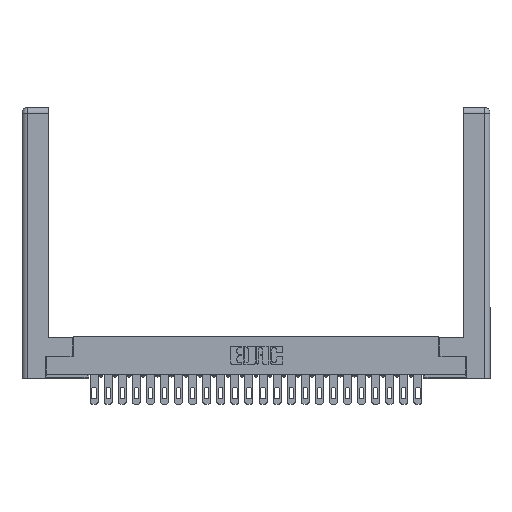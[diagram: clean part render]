
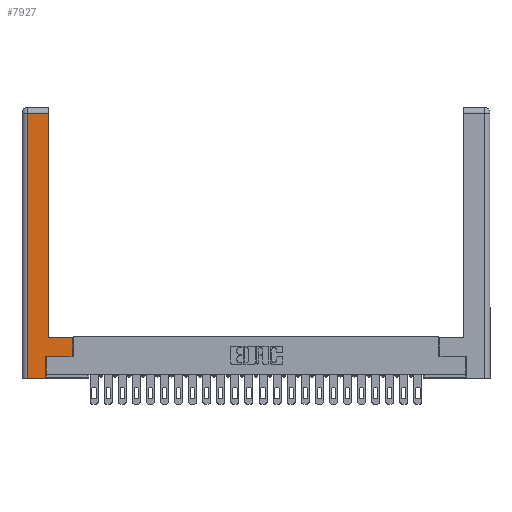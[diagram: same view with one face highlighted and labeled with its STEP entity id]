
A CAD part, top view. The second image highlights one B-rep face of the part: STEP entity #7927.
In plain terms, the highlighted planar face has unit normal (0, 0, 1).
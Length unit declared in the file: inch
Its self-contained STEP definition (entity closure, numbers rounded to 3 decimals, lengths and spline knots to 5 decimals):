
#102 = LINE ( 'NONE', #12179, #6388 ) ;
#695 = VECTOR ( 'NONE', #19115, 39.37008 ) ;
#847 = CARTESIAN_POINT ( 'NONE',  ( 0.265, 0., 0. ) ) ;
#1200 = CARTESIAN_POINT ( 'NONE',  ( 0.0615, 0., 0. ) ) ;
#1206 = ORIENTED_EDGE ( 'NONE', *, *, #1328, .T. ) ;
#1328 = EDGE_CURVE ( 'NONE', #5180, #19019, #25490, .T. ) ;
#2356 = ORIENTED_EDGE ( 'NONE', *, *, #23239, .T. ) ;
#2529 = EDGE_CURVE ( 'NONE', #15285, #20412, #21279, .T. ) ;
#3568 = VECTOR ( 'NONE', #15944, 39.37008 ) ;
#5180 = VERTEX_POINT ( 'NONE', #8991 ) ;
#5315 = CARTESIAN_POINT ( 'NONE',  ( 0.0615, 2.94, 0. ) ) ;
#6027 = DIRECTION ( 'NONE',  ( -1., 0., 0. ) ) ;
#6044 = CARTESIAN_POINT ( 'NONE',  ( 0.565, 0.45, 0. ) ) ;
#6171 = VECTOR ( 'NONE', #23577, 39.37008 ) ;
#6186 = VERTEX_POINT ( 'NONE', #17778 ) ;
#6265 = LINE ( 'NONE', #25995, #3568 ) ;
#6388 = VECTOR ( 'NONE', #20139, 39.37008 ) ;
#6539 = ORIENTED_EDGE ( 'NONE', *, *, #21033, .T. ) ;
#7426 = ORIENTED_EDGE ( 'NONE', *, *, #20446, .T. ) ;
#7927 = ADVANCED_FACE ( 'NONE', ( #24586 ), #8562, .F. ) ;
#8562 = PLANE ( 'NONE',  #10390 ) ;
#8823 = LINE ( 'NONE', #847, #9788 ) ;
#8991 = CARTESIAN_POINT ( 'NONE',  ( 0.295, 0.45, 0. ) ) ;
#9541 = CARTESIAN_POINT ( 'NONE',  ( 0.265, 0.245, 0. ) ) ;
#9788 = VECTOR ( 'NONE', #18901, 39.37008 ) ;
#10296 = CARTESIAN_POINT ( 'NONE',  ( 0.295, 2.94, 0. ) ) ;
#10390 = AXIS2_PLACEMENT_3D ( 'NONE', #10666, #14661, #22728 ) ;
#10666 = CARTESIAN_POINT ( 'NONE',  ( 0., 0., 0. ) ) ;
#11179 = DIRECTION ( 'NONE',  ( 0., -1., 0. ) ) ;
#11568 = CARTESIAN_POINT ( 'NONE',  ( 0.295, 3., 0. ) ) ;
#11601 = VERTEX_POINT ( 'NONE', #25281 ) ;
#12179 = CARTESIAN_POINT ( 'NONE',  ( 0.565, 0.245, 0. ) ) ;
#13568 = VERTEX_POINT ( 'NONE', #6044 ) ;
#13902 = ORIENTED_EDGE ( 'NONE', *, *, #24573, .T. ) ;
#14661 = DIRECTION ( 'NONE',  ( 0., 0., -1. ) ) ;
#14781 = VERTEX_POINT ( 'NONE', #20932 ) ;
#15057 = CARTESIAN_POINT ( 'NONE',  ( 0.0615, 0., 0. ) ) ;
#15210 = EDGE_CURVE ( 'NONE', #19019, #15285, #21232, .T. ) ;
#15285 = VERTEX_POINT ( 'NONE', #15538 ) ;
#15538 = CARTESIAN_POINT ( 'NONE',  ( 0.0615, 2.94, 0. ) ) ;
#15707 = DIRECTION ( 'NONE',  ( 0., 1., 0. ) ) ;
#15944 = DIRECTION ( 'NONE',  ( 0., 1., 0. ) ) ;
#16163 = EDGE_LOOP ( 'NONE', ( #1206, #19011, #23898, #6539, #13902, #7426, #2356, #22028 ) ) ;
#16354 = CARTESIAN_POINT ( 'NONE',  ( 0.295, 0.45, 0. ) ) ;
#17778 = CARTESIAN_POINT ( 'NONE',  ( 0.265, 0., 0. ) ) ;
#17952 = LINE ( 'NONE', #16354, #18644 ) ;
#18644 = VECTOR ( 'NONE', #6027, 39.37008 ) ;
#18901 = DIRECTION ( 'NONE',  ( 1., 0., 0. ) ) ;
#19011 = ORIENTED_EDGE ( 'NONE', *, *, #15210, .T. ) ;
#19019 = VERTEX_POINT ( 'NONE', #10296 ) ;
#19115 = DIRECTION ( 'NONE',  ( -1., 0., 0. ) ) ;
#20042 = EDGE_CURVE ( 'NONE', #13568, #5180, #17952, .T. ) ;
#20139 = DIRECTION ( 'NONE',  ( 1., 0., 0. ) ) ;
#20412 = VERTEX_POINT ( 'NONE', #1200 ) ;
#20446 = EDGE_CURVE ( 'NONE', #11601, #14781, #102, .T. ) ;
#20932 = CARTESIAN_POINT ( 'NONE',  ( 0.565, 0.245, 0. ) ) ;
#21033 = EDGE_CURVE ( 'NONE', #20412, #6186, #8823, .T. ) ;
#21232 = LINE ( 'NONE', #5315, #695 ) ;
#21279 = LINE ( 'NONE', #15057, #24288 ) ;
#21742 = LINE ( 'NONE', #9541, #6171 ) ;
#22028 = ORIENTED_EDGE ( 'NONE', *, *, #20042, .T. ) ;
#22728 = DIRECTION ( 'NONE',  ( -1., 0., 0. ) ) ;
#22821 = VECTOR ( 'NONE', #15707, 39.37008 ) ;
#23239 = EDGE_CURVE ( 'NONE', #14781, #13568, #6265, .T. ) ;
#23577 = DIRECTION ( 'NONE',  ( 0., 1., 0. ) ) ;
#23898 = ORIENTED_EDGE ( 'NONE', *, *, #2529, .T. ) ;
#24288 = VECTOR ( 'NONE', #11179, 39.37008 ) ;
#24573 = EDGE_CURVE ( 'NONE', #6186, #11601, #21742, .T. ) ;
#24586 = FACE_OUTER_BOUND ( 'NONE', #16163, .T. ) ;
#25281 = CARTESIAN_POINT ( 'NONE',  ( 0.265, 0.245, 0. ) ) ;
#25490 = LINE ( 'NONE', #11568, #22821 ) ;
#25995 = CARTESIAN_POINT ( 'NONE',  ( 0.565, 0.45, 0. ) ) ;
